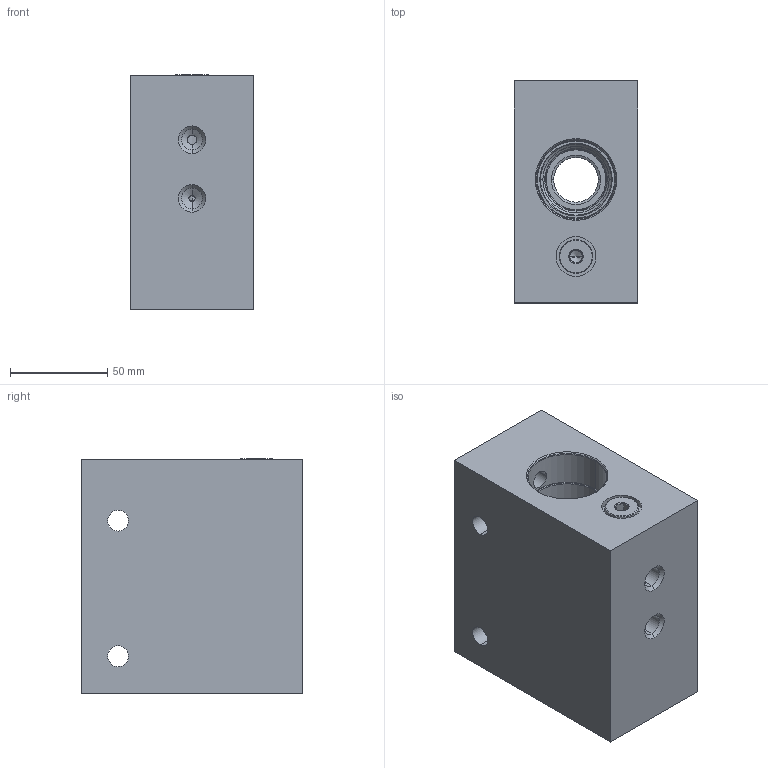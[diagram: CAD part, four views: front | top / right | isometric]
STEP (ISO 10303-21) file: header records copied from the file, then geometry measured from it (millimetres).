
FILE_DESCRIPTION((''),'2;1');
FILE_NAME('PGD_ASM','2024-10-22T',('ProEService'),(''),'PRO/ENGINEER BY PARAMETRIC TECHNOLOGY CORPORATION, 2014200','PRO/ENGINEER BY PARAMETRIC TECHNOLOGY CORPORATION, 2014200','');
FILE_SCHEMA(('CONFIG_CONTROL_DESIGN'));
Length unit declared in the file: inch
Products named in the file (4): 155-133-001; A330-006-006; CSZNXXN; PGD_ASM
Assembly tree (3 placements, depth 2):
  PGD_ASM
    155-133-001
    A330-006-006
    CSZNXXN
Bounding box: 63.5 x 114.3 x 120.8 mm (x, y, z)
Volume: 730977.1 mm3; surface area: 81683.5 mm2
Topology: 6 solids, 7 shells, 330 faces, 900 edges, 672 vertices
Faces by surface type: cylinder 114, cone 82, torus 68, plane 56, revolution 8, sphere 2
Entity records: 11865 total; most frequent: CARTESIAN_POINT 3445, DIRECTION 1899, ORIENTED_EDGE 1420, AXIS2_PLACEMENT_3D 730, EDGE_CURVE 710, VECTOR 431, LINE 431, VERTEX_POINT 403
